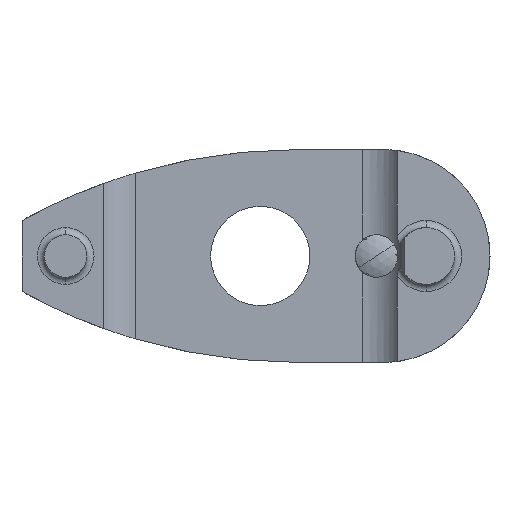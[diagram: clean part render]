
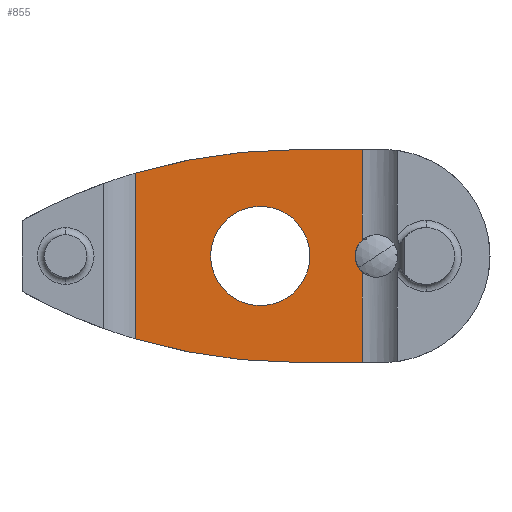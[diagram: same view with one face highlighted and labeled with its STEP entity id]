
A CAD part, front view. The second image highlights one B-rep face of the part: STEP entity #855.
In plain terms, the highlighted planar face has unit normal (0, -1, 0).
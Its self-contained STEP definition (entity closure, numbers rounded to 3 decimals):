
#3 = CARTESIAN_POINT ( 'NONE',  ( 12.22, 1., 0. ) ) ;
#15 = VERTEX_POINT ( 'NONE', #1668 ) ;
#19 = ORIENTED_EDGE ( 'NONE', *, *, #1681, .F. ) ;
#48 = DIRECTION ( 'NONE',  ( 0., 1., 0. ) ) ;
#69 = LINE ( 'NONE', #257, #1418 ) ;
#86 = CARTESIAN_POINT ( 'NONE',  ( 14.785, 1., -32.5 ) ) ;
#108 = CARTESIAN_POINT ( 'NONE',  ( 14.785, 1., -7.5 ) ) ;
#128 = DIRECTION ( 'NONE',  ( 0., 0., 1. ) ) ;
#221 = ORIENTED_EDGE ( 'NONE', *, *, #978, .T. ) ;
#257 = CARTESIAN_POINT ( 'NONE',  ( 3.42, 1., -7.5 ) ) ;
#285 = LINE ( 'NONE', #463, #731 ) ;
#371 = VERTEX_POINT ( 'NONE', #1258 ) ;
#404 = DIRECTION ( 'NONE',  ( 0., -1., 0. ) ) ;
#457 = FACE_BOUND ( 'NONE', #1513, .T. ) ;
#463 = CARTESIAN_POINT ( 'NONE',  ( 3.42, 1., 7.5 ) ) ;
#469 = VERTEX_POINT ( 'NONE', #700 ) ;
#501 = FACE_OUTER_BOUND ( 'NONE', #507, .T. ) ;
#507 = EDGE_LOOP ( 'NONE', ( #19, #1738, #1267, #1631, #577, #1057, #221, #1819 ) ) ;
#523 = ORIENTED_EDGE ( 'NONE', *, *, #639, .T. ) ;
#528 = CARTESIAN_POINT ( 'NONE',  ( 20.42, 1., 0. ) ) ;
#529 = VERTEX_POINT ( 'NONE', #971 ) ;
#538 = EDGE_CURVE ( 'NONE', #1346, #371, #69, .T. ) ;
#558 = AXIS2_PLACEMENT_3D ( 'NONE', #86, #1256, #1700 ) ;
#577 = ORIENTED_EDGE ( 'NONE', *, *, #1377, .F. ) ;
#596 = DIRECTION ( 'NONE',  ( 0., 0., -1. ) ) ;
#599 = VERTEX_POINT ( 'NONE', #1605 ) ;
#623 = VERTEX_POINT ( 'NONE', #1869 ) ;
#639 = EDGE_CURVE ( 'NONE', #623, #599, #1116, .T. ) ;
#678 = CIRCLE ( 'NONE', #558, 40. ) ;
#692 = DIRECTION ( 'NONE',  ( 0., 1., 0. ) ) ;
#700 = CARTESIAN_POINT ( 'NONE',  ( 3.42, 1., -5.852 ) ) ;
#729 = VECTOR ( 'NONE', #596, 1000. ) ;
#731 = VECTOR ( 'NONE', #1495, 1000. ) ;
#754 = LINE ( 'NONE', #1519, #1794 ) ;
#768 = CARTESIAN_POINT ( 'NONE',  ( 12.22, 1., 0. ) ) ;
#824 = CARTESIAN_POINT ( 'NONE',  ( 3.42, 1., 5.852 ) ) ;
#855 = ADVANCED_FACE ( 'NONE', ( #457, #501 ), #1367, .F. ) ;
#931 = CIRCLE ( 'NONE', #1275, 40. ) ;
#944 = AXIS2_PLACEMENT_3D ( 'NONE', #1656, #1584, #1419 ) ;
#971 = CARTESIAN_POINT ( 'NONE',  ( 19.42, 1., -1.118 ) ) ;
#978 = EDGE_CURVE ( 'NONE', #469, #1346, #931, .T. ) ;
#1017 = DIRECTION ( 'NONE',  ( 0., 1., 0. ) ) ;
#1048 = VECTOR ( 'NONE', #1221, 1000. ) ;
#1057 = ORIENTED_EDGE ( 'NONE', *, *, #1156, .T. ) ;
#1064 = AXIS2_PLACEMENT_3D ( 'NONE', #3, #1017, #1729 ) ;
#1116 = CIRCLE ( 'NONE', #1507, 3.5 ) ;
#1151 = CARTESIAN_POINT ( 'NONE',  ( 14.785, 1., 32.5 ) ) ;
#1156 = EDGE_CURVE ( 'NONE', #1396, #469, #285, .T. ) ;
#1166 = CARTESIAN_POINT ( 'NONE',  ( 19.42, 1., 7.5 ) ) ;
#1181 = EDGE_CURVE ( 'NONE', #15, #1573, #754, .T. ) ;
#1221 = DIRECTION ( 'NONE',  ( 0., 0., -1. ) ) ;
#1229 = CARTESIAN_POINT ( 'NONE',  ( 19.42, 1., 7.5 ) ) ;
#1256 = DIRECTION ( 'NONE',  ( 0., 1., 0. ) ) ;
#1258 = CARTESIAN_POINT ( 'NONE',  ( 19.42, 1., -7.5 ) ) ;
#1267 = ORIENTED_EDGE ( 'NONE', *, *, #1587, .F. ) ;
#1275 = AXIS2_PLACEMENT_3D ( 'NONE', #1151, #404, #128 ) ;
#1284 = DIRECTION ( 'NONE',  ( 0., 0., 1. ) ) ;
#1346 = VERTEX_POINT ( 'NONE', #108 ) ;
#1367 = PLANE ( 'NONE',  #944 ) ;
#1377 = EDGE_CURVE ( 'NONE', #1396, #15, #678, .T. ) ;
#1393 = CIRCLE ( 'NONE', #1064, 3.5 ) ;
#1396 = VERTEX_POINT ( 'NONE', #824 ) ;
#1408 = ORIENTED_EDGE ( 'NONE', *, *, #1847, .T. ) ;
#1414 = LINE ( 'NONE', #1748, #729 ) ;
#1418 = VECTOR ( 'NONE', #1549, 1000. ) ;
#1419 = DIRECTION ( 'NONE',  ( 0., 0., 1. ) ) ;
#1439 = LINE ( 'NONE', #1229, #1048 ) ;
#1467 = AXIS2_PLACEMENT_3D ( 'NONE', #528, #692, #1284 ) ;
#1495 = DIRECTION ( 'NONE',  ( 0., 0., -1. ) ) ;
#1499 = DIRECTION ( 'NONE',  ( 0., 0., 1. ) ) ;
#1507 = AXIS2_PLACEMENT_3D ( 'NONE', #768, #48, #1499 ) ;
#1511 = VERTEX_POINT ( 'NONE', #1853 ) ;
#1513 = EDGE_LOOP ( 'NONE', ( #523, #1408 ) ) ;
#1519 = CARTESIAN_POINT ( 'NONE',  ( 3.42, 1., 7.5 ) ) ;
#1523 = DIRECTION ( 'NONE',  ( 1., 0., 0. ) ) ;
#1549 = DIRECTION ( 'NONE',  ( 1., 0., 0. ) ) ;
#1573 = VERTEX_POINT ( 'NONE', #1166 ) ;
#1584 = DIRECTION ( 'NONE',  ( 0., 1., 0. ) ) ;
#1587 = EDGE_CURVE ( 'NONE', #1573, #1511, #1414, .T. ) ;
#1605 = CARTESIAN_POINT ( 'NONE',  ( 15.72, 1., 0. ) ) ;
#1612 = CIRCLE ( 'NONE', #1467, 1.5 ) ;
#1631 = ORIENTED_EDGE ( 'NONE', *, *, #1181, .F. ) ;
#1656 = CARTESIAN_POINT ( 'NONE',  ( 3.42, 1., 7.5 ) ) ;
#1668 = CARTESIAN_POINT ( 'NONE',  ( 14.785, 1., 7.5 ) ) ;
#1681 = EDGE_CURVE ( 'NONE', #529, #371, #1439, .T. ) ;
#1700 = DIRECTION ( 'NONE',  ( 0., 0., 1. ) ) ;
#1729 = DIRECTION ( 'NONE',  ( 0., 0., 1. ) ) ;
#1738 = ORIENTED_EDGE ( 'NONE', *, *, #1742, .T. ) ;
#1742 = EDGE_CURVE ( 'NONE', #529, #1511, #1612, .T. ) ;
#1748 = CARTESIAN_POINT ( 'NONE',  ( 19.42, 1., 7.5 ) ) ;
#1794 = VECTOR ( 'NONE', #1523, 1000. ) ;
#1819 = ORIENTED_EDGE ( 'NONE', *, *, #538, .T. ) ;
#1847 = EDGE_CURVE ( 'NONE', #599, #623, #1393, .T. ) ;
#1853 = CARTESIAN_POINT ( 'NONE',  ( 19.42, 1., 1.118 ) ) ;
#1869 = CARTESIAN_POINT ( 'NONE',  ( 8.72, 1., 0. ) ) ;
